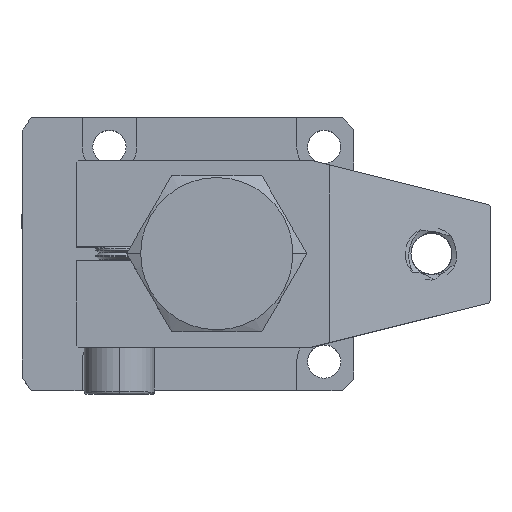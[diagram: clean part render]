
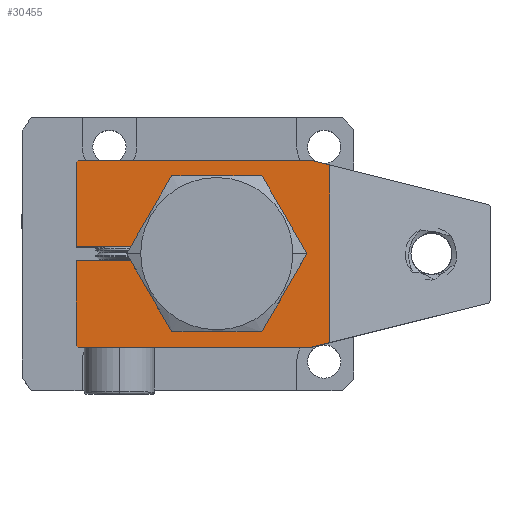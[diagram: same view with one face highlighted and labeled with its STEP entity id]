
A CAD part, top view. The second image highlights one B-rep face of the part: STEP entity #30455.
In plain terms, the highlighted planar face has unit normal (0, 0, 1).
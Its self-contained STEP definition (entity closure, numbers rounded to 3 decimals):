
#7113 = AXIS2_PLACEMENT_3D ( 'NONE', #11701, #11702, #11703 ) ;
#7115 = FACE_OUTER_BOUND ( 'NONE', #30564, .T. ) ;
#7242 = VECTOR ( 'NONE', #19241, 1000. ) ;
#7243 = AXIS2_PLACEMENT_3D ( 'NONE', #19238, #19257, #19258 ) ;
#7244 = VECTOR ( 'NONE', #19244, 1000. ) ;
#7245 = VECTOR ( 'NONE', #19247, 1000. ) ;
#7246 = VECTOR ( 'NONE', #19250, 1000. ) ;
#7247 = VECTOR ( 'NONE', #19253, 1000. ) ;
#7249 = VECTOR ( 'NONE', #19256, 1000. ) ;
#7250 = VECTOR ( 'NONE', #19262, 1000. ) ;
#7251 = VECTOR ( 'NONE', #19265, 1000. ) ;
#7252 = VECTOR ( 'NONE', #19268, 1000. ) ;
#7253 = VECTOR ( 'NONE', #19271, 1000. ) ;
#7254 = VECTOR ( 'NONE', #19274, 1000. ) ;
#11700 = PLANE ( 'NONE',  #7113 ) ;
#11701 = CARTESIAN_POINT ( 'NONE',  ( 36., 0., 32. ) ) ;
#11702 = DIRECTION ( 'NONE',  ( 0., 0., 1. ) ) ;
#11703 = DIRECTION ( 'NONE',  ( 1., 0., 0. ) ) ;
#11908 = CARTESIAN_POINT ( 'NONE',  ( 64.947, 22.763, 32. ) ) ;
#11909 = CARTESIAN_POINT ( 'NONE',  ( 64.947, -22.763, 32. ) ) ;
#11910 = CARTESIAN_POINT ( 'NONE',  ( 60., 24., 32. ) ) ;
#11911 = CARTESIAN_POINT ( 'NONE',  ( 0.5, 24., 32. ) ) ;
#11912 = CARTESIAN_POINT ( 'NONE',  ( 0., 23.5, 32. ) ) ;
#11913 = CARTESIAN_POINT ( 'NONE',  ( 0., 1.75, 32. ) ) ;
#11914 = CARTESIAN_POINT ( 'NONE',  ( 20.096, 1.75, 32. ) ) ;
#11915 = CARTESIAN_POINT ( 'NONE',  ( 20.096, -1.75, 32. ) ) ;
#11916 = CARTESIAN_POINT ( 'NONE',  ( 0., -1.75, 32. ) ) ;
#11917 = CARTESIAN_POINT ( 'NONE',  ( 0., -23.5, 32. ) ) ;
#11918 = CARTESIAN_POINT ( 'NONE',  ( 0.5, -24., 32. ) ) ;
#11919 = CARTESIAN_POINT ( 'NONE',  ( 60., -24., 32. ) ) ;
#19238 = CARTESIAN_POINT ( 'NONE',  ( 36., 0., 32. ) ) ;
#19239 = LINE ( 'NONE', #19240, #7242 ) ;
#19240 = CARTESIAN_POINT ( 'NONE',  ( 60., 24., 32. ) ) ;
#19241 = DIRECTION ( 'NONE',  ( -0.97, 0.243, 0. ) ) ;
#19242 = LINE ( 'NONE', #19243, #7244 ) ;
#19243 = CARTESIAN_POINT ( 'NONE',  ( 64.947, 0., 32. ) ) ;
#19244 = DIRECTION ( 'NONE',  ( 0., -1., 0. ) ) ;
#19245 = LINE ( 'NONE', #19246, #7245 ) ;
#19246 = CARTESIAN_POINT ( 'NONE',  ( 0.5, 24., 32. ) ) ;
#19247 = DIRECTION ( 'NONE',  ( -1., 0., 0. ) ) ;
#19248 = LINE ( 'NONE', #19249, #7246 ) ;
#19249 = CARTESIAN_POINT ( 'NONE',  ( 0., 23.5, 32. ) ) ;
#19250 = DIRECTION ( 'NONE',  ( -0.707, -0.707, 0. ) ) ;
#19251 = LINE ( 'NONE', #19252, #7247 ) ;
#19252 = CARTESIAN_POINT ( 'NONE',  ( 0., 1.75, 32. ) ) ;
#19253 = DIRECTION ( 'NONE',  ( 0., -1., 0. ) ) ;
#19254 = LINE ( 'NONE', #19255, #7249 ) ;
#19255 = CARTESIAN_POINT ( 'NONE',  ( 20.096, 1.75, 32. ) ) ;
#19256 = DIRECTION ( 'NONE',  ( 1., 0., 0. ) ) ;
#19257 = DIRECTION ( 'NONE',  ( 0., 0., -1. ) ) ;
#19258 = DIRECTION ( 'NONE',  ( 1., 0., 0. ) ) ;
#19260 = LINE ( 'NONE', #19261, #7250 ) ;
#19261 = CARTESIAN_POINT ( 'NONE',  ( 20.096, -1.75, 32. ) ) ;
#19262 = DIRECTION ( 'NONE',  ( -1., 0., 0. ) ) ;
#19263 = LINE ( 'NONE', #19264, #7251 ) ;
#19264 = CARTESIAN_POINT ( 'NONE',  ( 0., -1.75, 32. ) ) ;
#19265 = DIRECTION ( 'NONE',  ( 0., -1., 0. ) ) ;
#19266 = LINE ( 'NONE', #19267, #7252 ) ;
#19267 = CARTESIAN_POINT ( 'NONE',  ( 0., -23.5, 32. ) ) ;
#19268 = DIRECTION ( 'NONE',  ( 0.707, -0.707, 0. ) ) ;
#19269 = LINE ( 'NONE', #19270, #7253 ) ;
#19270 = CARTESIAN_POINT ( 'NONE',  ( 0.5, -24., 32. ) ) ;
#19271 = DIRECTION ( 'NONE',  ( 1., 0., 0. ) ) ;
#19272 = LINE ( 'NONE', #19273, #7254 ) ;
#19273 = CARTESIAN_POINT ( 'NONE',  ( 60., -24., 32. ) ) ;
#19274 = DIRECTION ( 'NONE',  ( 0.97, 0.243, 0. ) ) ;
#19447 = CIRCLE ( 'NONE', #7243, 16. ) ;
#30455 = ADVANCED_FACE ( 'NONE', ( #7115 ), #11700, .T. ) ;
#30564 = EDGE_LOOP ( 'NONE', ( #33146, #33148, #33147, #33149, #33150, #33151, #33152, #33153, #33154, #33155, #33156, #33157 ) ) ;
#32075 = VERTEX_POINT ( 'NONE', #11908 ) ;
#32076 = VERTEX_POINT ( 'NONE', #11909 ) ;
#32077 = VERTEX_POINT ( 'NONE', #11910 ) ;
#32078 = VERTEX_POINT ( 'NONE', #11911 ) ;
#32079 = VERTEX_POINT ( 'NONE', #11912 ) ;
#32080 = VERTEX_POINT ( 'NONE', #11913 ) ;
#32081 = VERTEX_POINT ( 'NONE', #11914 ) ;
#32082 = VERTEX_POINT ( 'NONE', #11915 ) ;
#32083 = VERTEX_POINT ( 'NONE', #11916 ) ;
#32084 = VERTEX_POINT ( 'NONE', #11917 ) ;
#32085 = VERTEX_POINT ( 'NONE', #11918 ) ;
#32086 = VERTEX_POINT ( 'NONE', #11919 ) ;
#32389 = EDGE_CURVE ( 'NONE', #32075, #32077, #19239, .T. ) ;
#32390 = EDGE_CURVE ( 'NONE', #32075, #32076, #19242, .T. ) ;
#32391 = EDGE_CURVE ( 'NONE', #32077, #32078, #19245, .T. ) ;
#32392 = EDGE_CURVE ( 'NONE', #32078, #32079, #19248, .T. ) ;
#32393 = EDGE_CURVE ( 'NONE', #32079, #32080, #19251, .T. ) ;
#32394 = EDGE_CURVE ( 'NONE', #32080, #32081, #19254, .T. ) ;
#32395 = EDGE_CURVE ( 'NONE', #32081, #32082, #19447, .T. ) ;
#32396 = EDGE_CURVE ( 'NONE', #32082, #32083, #19260, .T. ) ;
#32397 = EDGE_CURVE ( 'NONE', #32083, #32084, #19263, .T. ) ;
#32398 = EDGE_CURVE ( 'NONE', #32084, #32085, #19266, .T. ) ;
#32399 = EDGE_CURVE ( 'NONE', #32085, #32086, #19269, .T. ) ;
#32400 = EDGE_CURVE ( 'NONE', #32086, #32076, #19272, .T. ) ;
#33146 = ORIENTED_EDGE ( 'NONE', *, *, #32390, .F. ) ;
#33147 = ORIENTED_EDGE ( 'NONE', *, *, #32391, .T. ) ;
#33148 = ORIENTED_EDGE ( 'NONE', *, *, #32389, .T. ) ;
#33149 = ORIENTED_EDGE ( 'NONE', *, *, #32392, .T. ) ;
#33150 = ORIENTED_EDGE ( 'NONE', *, *, #32393, .T. ) ;
#33151 = ORIENTED_EDGE ( 'NONE', *, *, #32394, .T. ) ;
#33152 = ORIENTED_EDGE ( 'NONE', *, *, #32395, .T. ) ;
#33153 = ORIENTED_EDGE ( 'NONE', *, *, #32396, .T. ) ;
#33154 = ORIENTED_EDGE ( 'NONE', *, *, #32397, .T. ) ;
#33155 = ORIENTED_EDGE ( 'NONE', *, *, #32398, .T. ) ;
#33156 = ORIENTED_EDGE ( 'NONE', *, *, #32399, .T. ) ;
#33157 = ORIENTED_EDGE ( 'NONE', *, *, #32400, .T. ) ;
